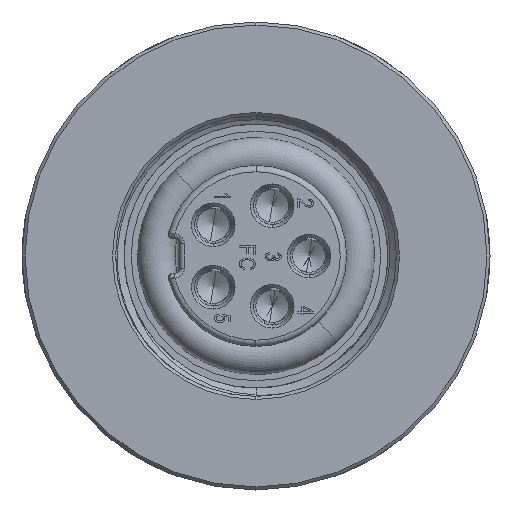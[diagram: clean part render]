
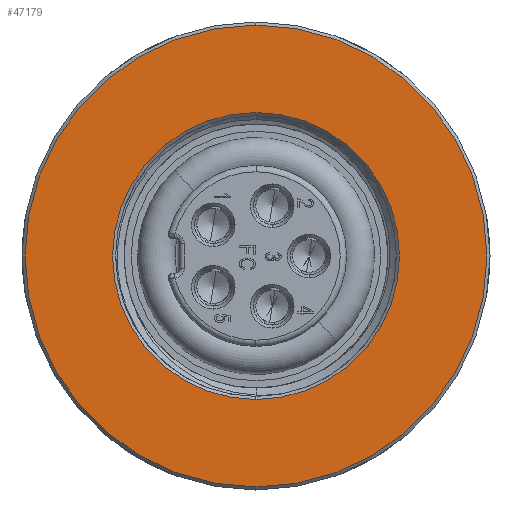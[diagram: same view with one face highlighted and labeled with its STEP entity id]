
A CAD part, left-side view. The second image highlights one B-rep face of the part: STEP entity #47179.
In plain terms, the highlighted planar face has unit normal (-1, 0, 0).
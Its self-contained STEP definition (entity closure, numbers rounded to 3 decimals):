
#4434 = AXIS2_PLACEMENT_3D ( 'NONE', #22405, #66627, #28762 ) ;
#5618 = DIRECTION ( 'NONE',  ( -1., 0., 0. ) ) ;
#7164 = CARTESIAN_POINT ( 'NONE',  ( -0.8, 0., 0. ) ) ;
#8869 = VERTEX_POINT ( 'NONE', #31324 ) ;
#13508 = DIRECTION ( 'NONE',  ( 0., 0., 1. ) ) ;
#16227 = CARTESIAN_POINT ( 'NONE',  ( -0.8, 0., 0. ) ) ;
#16716 = ORIENTED_EDGE ( 'NONE', *, *, #37486, .T. ) ;
#19167 = EDGE_LOOP ( 'NONE', ( #77921, #16716 ) ) ;
#20206 = CIRCLE ( 'NONE', #4434, 4.6 ) ;
#22405 = CARTESIAN_POINT ( 'NONE',  ( -0.8, 0., 0. ) ) ;
#24800 = CIRCLE ( 'NONE', #26775, 7.4 ) ;
#25354 = DIRECTION ( 'NONE',  ( 1., 0., 0. ) ) ;
#26775 = AXIS2_PLACEMENT_3D ( 'NONE', #7164, #51396, #13508 ) ;
#27477 = AXIS2_PLACEMENT_3D ( 'NONE', #43478, #5618, #49838 ) ;
#28396 = PLANE ( 'NONE',  #46080 ) ;
#28762 = DIRECTION ( 'NONE',  ( 0., 0., 1. ) ) ;
#30034 = AXIS2_PLACEMENT_3D ( 'NONE', #63212, #25354, #69566 ) ;
#30143 = EDGE_CURVE ( 'NONE', #50519, #8869, #20206, .T. ) ;
#30483 = FACE_OUTER_BOUND ( 'NONE', #19167, .T. ) ;
#31324 = CARTESIAN_POINT ( 'NONE',  ( -0.8, 0., -4.6 ) ) ;
#35325 = DIRECTION ( 'NONE',  ( -1., 0., 0. ) ) ;
#36711 = ORIENTED_EDGE ( 'NONE', *, *, #30143, .T. ) ;
#37486 = EDGE_CURVE ( 'NONE', #64755, #46989, #24800, .T. ) ;
#37498 = CARTESIAN_POINT ( 'NONE',  ( -0.8, 0., 4.6 ) ) ;
#42942 = EDGE_CURVE ( 'NONE', #8869, #50519, #43425, .T. ) ;
#43425 = CIRCLE ( 'NONE', #30034, 4.6 ) ;
#43478 = CARTESIAN_POINT ( 'NONE',  ( -0.8, 0., 0. ) ) ;
#46080 = AXIS2_PLACEMENT_3D ( 'NONE', #16227, #35325, #79515 ) ;
#46989 = VERTEX_POINT ( 'NONE', #72600 ) ;
#47179 = ADVANCED_FACE ( 'NONE', ( #30483, #78938 ), #28396, .T. ) ;
#47531 = CARTESIAN_POINT ( 'NONE',  ( -0.8, 0., 7.4 ) ) ;
#48133 = EDGE_CURVE ( 'NONE', #46989, #64755, #79872, .T. ) ;
#49838 = DIRECTION ( 'NONE',  ( 0., 0., 1. ) ) ;
#50519 = VERTEX_POINT ( 'NONE', #37498 ) ;
#51396 = DIRECTION ( 'NONE',  ( -1., 0., 0. ) ) ;
#51798 = EDGE_LOOP ( 'NONE', ( #36711, #78675 ) ) ;
#63212 = CARTESIAN_POINT ( 'NONE',  ( -0.8, 0., 0. ) ) ;
#64755 = VERTEX_POINT ( 'NONE', #47531 ) ;
#66627 = DIRECTION ( 'NONE',  ( 1., 0., 0. ) ) ;
#69566 = DIRECTION ( 'NONE',  ( 0., 0., 1. ) ) ;
#72600 = CARTESIAN_POINT ( 'NONE',  ( -0.8, 0., -7.4 ) ) ;
#77921 = ORIENTED_EDGE ( 'NONE', *, *, #48133, .T. ) ;
#78675 = ORIENTED_EDGE ( 'NONE', *, *, #42942, .T. ) ;
#78938 = FACE_BOUND ( 'NONE', #51798, .T. ) ;
#79515 = DIRECTION ( 'NONE',  ( 0., 0., 1. ) ) ;
#79872 = CIRCLE ( 'NONE', #27477, 7.4 ) ;
